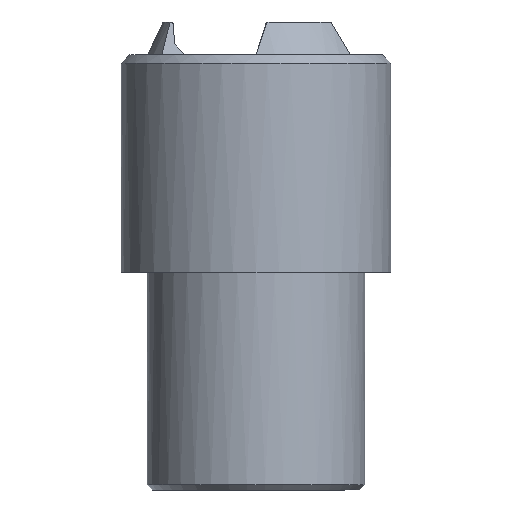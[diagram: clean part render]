
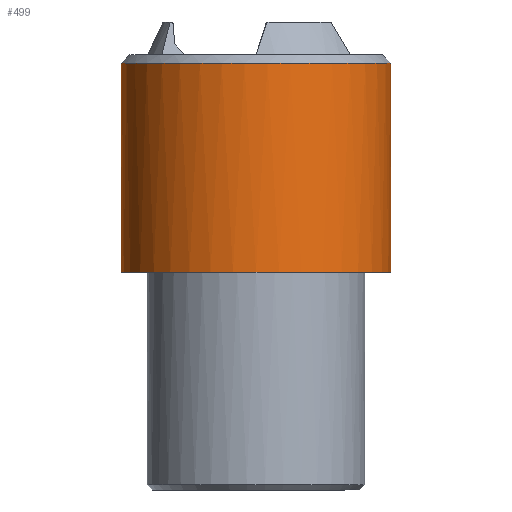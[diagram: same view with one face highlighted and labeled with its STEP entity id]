
A CAD part, left-side view. The second image highlights one B-rep face of the part: STEP entity #499.
In plain terms, the highlighted cylindrical face has radius 12.4 mm (diameter 24.8 mm), a partial arc.
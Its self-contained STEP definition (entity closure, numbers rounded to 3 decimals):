
#143 = VERTEX_POINT('',#144);
#144 = CARTESIAN_POINT('',(11.456,-4.745,
    0.));
#150 = EDGE_CURVE('',#151,#143,#153,.T.);
#151 = VERTEX_POINT('',#152);
#152 = CARTESIAN_POINT('',(11.8,-3.81,0.));
#153 = CIRCLE('',#154,12.4);
#154 = AXIS2_PLACEMENT_3D('',#155,#156,#157);
#155 = CARTESIAN_POINT('',(0.,0.,0.));
#156 = DIRECTION('',(0.,0.,-1.));
#157 = DIRECTION('',(1.,0.,0.));
#169 = VERTEX_POINT('',#170);
#170 = CARTESIAN_POINT('',(11.8,3.81,0.));
#177 = EDGE_CURVE('',#178,#169,#180,.T.);
#178 = VERTEX_POINT('',#179);
#179 = CARTESIAN_POINT('',(11.456,4.745,
    0.));
#180 = CIRCLE('',#181,12.4);
#181 = AXIS2_PLACEMENT_3D('',#182,#183,#184);
#182 = CARTESIAN_POINT('',(0.,0.,0.));
#183 = DIRECTION('',(0.,0.,-1.));
#184 = DIRECTION('',(1.,0.,0.));
#499 = ADVANCED_FACE('',(#500),#534,.T.);
#500 = FACE_BOUND('',#501,.F.);
#501 = EDGE_LOOP('',(#502,#513,#519,#520,#527,#528));
#502 = ORIENTED_EDGE('',*,*,#503,.F.);
#503 = EDGE_CURVE('',#504,#506,#508,.T.);
#504 = VERTEX_POINT('',#505);
#505 = CARTESIAN_POINT('',(11.8,-3.81,19.2));
#506 = VERTEX_POINT('',#507);
#507 = CARTESIAN_POINT('',(11.8,3.81,19.2));
#508 = CIRCLE('',#509,12.4);
#509 = AXIS2_PLACEMENT_3D('',#510,#511,#512);
#510 = CARTESIAN_POINT('',(0.,0.,19.2));
#511 = DIRECTION('',(0.,0.,-1.));
#512 = DIRECTION('',(1.,0.,0.));
#513 = ORIENTED_EDGE('',*,*,#514,.T.);
#514 = EDGE_CURVE('',#504,#151,#515,.T.);
#515 = LINE('',#516,#517);
#516 = CARTESIAN_POINT('',(11.8,-3.81,20.));
#517 = VECTOR('',#518,1.);
#518 = DIRECTION('',(0.,0.,-1.));
#519 = ORIENTED_EDGE('',*,*,#150,.T.);
#520 = ORIENTED_EDGE('',*,*,#521,.T.);
#521 = EDGE_CURVE('',#143,#178,#522,.T.);
#522 = CIRCLE('',#523,12.4);
#523 = AXIS2_PLACEMENT_3D('',#524,#525,#526);
#524 = CARTESIAN_POINT('',(0.,0.,0.));
#525 = DIRECTION('',(0.,0.,-1.));
#526 = DIRECTION('',(1.,0.,0.));
#527 = ORIENTED_EDGE('',*,*,#177,.T.);
#528 = ORIENTED_EDGE('',*,*,#529,.F.);
#529 = EDGE_CURVE('',#506,#169,#530,.T.);
#530 = LINE('',#531,#532);
#531 = CARTESIAN_POINT('',(11.8,3.81,20.));
#532 = VECTOR('',#533,1.);
#533 = DIRECTION('',(0.,0.,-1.));
#534 = CYLINDRICAL_SURFACE('',#535,12.4);
#535 = AXIS2_PLACEMENT_3D('',#536,#537,#538);
#536 = CARTESIAN_POINT('',(0.,0.,0.));
#537 = DIRECTION('',(0.,0.,1.));
#538 = DIRECTION('',(1.,0.,0.));
